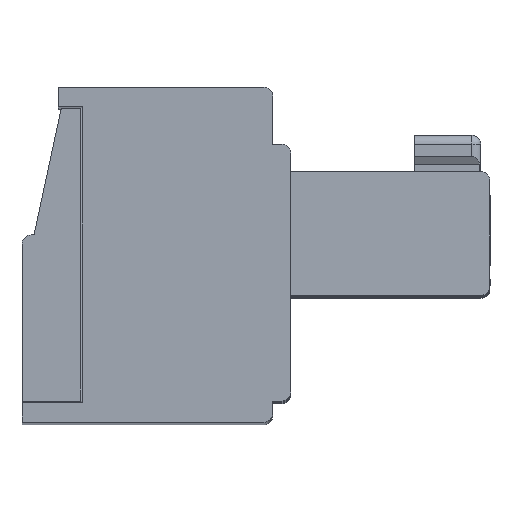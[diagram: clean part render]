
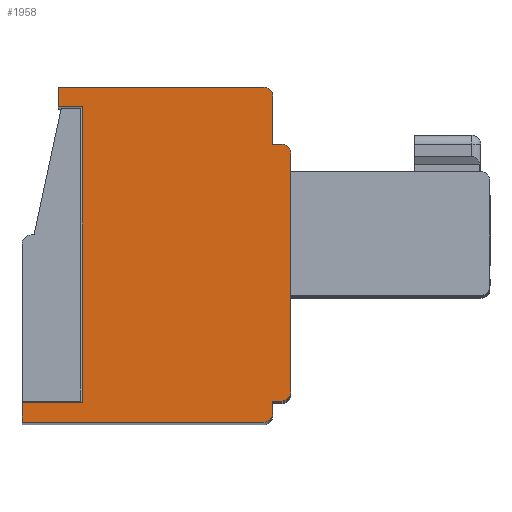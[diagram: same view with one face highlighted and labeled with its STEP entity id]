
A CAD part, top view. The second image highlights one B-rep face of the part: STEP entity #1958.
In plain terms, the highlighted planar face has unit normal (0, 0, 1).
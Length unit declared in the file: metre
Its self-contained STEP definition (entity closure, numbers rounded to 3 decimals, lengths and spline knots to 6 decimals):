
#1958=ADVANCED_FACE('',(#4595),#4596,.F.);
#4595=FACE_OUTER_BOUND('',#7976,.T.);
#4596=PLANE('',#7977);
#7976=EDGE_LOOP('',(#13769,#13770,#13771,#13772,#13773,#13774,#13775,#13776,#13777,#13778,#13779,#13780,#13781,#13782,#13783,#13784));
#7977=AXIS2_PLACEMENT_3D('',#13785,#13786,#13787);
#13769=ORIENTED_EDGE('',*,*,#21608,.T.);
#13770=ORIENTED_EDGE('',*,*,#21609,.T.);
#13771=ORIENTED_EDGE('',*,*,#21519,.T.);
#13772=ORIENTED_EDGE('',*,*,#21610,.T.);
#13773=ORIENTED_EDGE('',*,*,#21611,.T.);
#13774=ORIENTED_EDGE('',*,*,#21612,.F.);
#13775=ORIENTED_EDGE('',*,*,#21613,.T.);
#13776=ORIENTED_EDGE('',*,*,#21614,.T.);
#13777=ORIENTED_EDGE('',*,*,#21515,.T.);
#13778=ORIENTED_EDGE('',*,*,#21615,.T.);
#13779=ORIENTED_EDGE('',*,*,#21616,.T.);
#13780=ORIENTED_EDGE('',*,*,#21617,.T.);
#13781=ORIENTED_EDGE('',*,*,#21618,.T.);
#13782=ORIENTED_EDGE('',*,*,#21619,.F.);
#13783=ORIENTED_EDGE('',*,*,#21620,.T.);
#13784=ORIENTED_EDGE('',*,*,#21621,.T.);
#13785=CARTESIAN_POINT('',(0.013673,0.00851,0.045318));
#13786=DIRECTION('',(0.,0.,-1.0));
#13787=DIRECTION('',(0.0,-1.0,0.));
#21515=EDGE_CURVE('',#26367,#26365,#26368,.T.);
#21519=EDGE_CURVE('',#26375,#26373,#26376,.T.);
#21608=EDGE_CURVE('',#26506,#26507,#26508,.T.);
#21609=EDGE_CURVE('',#26507,#26375,#26509,.T.);
#21610=EDGE_CURVE('',#26373,#26510,#26511,.T.);
#21611=EDGE_CURVE('',#26510,#26512,#26513,.T.);
#21612=EDGE_CURVE('',#26514,#26512,#26515,.T.);
#21613=EDGE_CURVE('',#26514,#26516,#26517,.T.);
#21614=EDGE_CURVE('',#26516,#26367,#26518,.T.);
#21615=EDGE_CURVE('',#26365,#26519,#26520,.T.);
#21616=EDGE_CURVE('',#26519,#26521,#26522,.T.);
#21617=EDGE_CURVE('',#26521,#26523,#26524,.T.);
#21618=EDGE_CURVE('',#26523,#26525,#26526,.T.);
#21619=EDGE_CURVE('',#26527,#26525,#26528,.T.);
#21620=EDGE_CURVE('',#26527,#26529,#26530,.T.);
#21621=EDGE_CURVE('',#26529,#26506,#26531,.T.);
#26365=VERTEX_POINT('',#33460);
#26367=VERTEX_POINT('',#33463);
#26368=LINE('',#33464,#33465);
#26373=VERTEX_POINT('',#33472);
#26375=VERTEX_POINT('',#33475);
#26376=LINE('',#33476,#33477);
#26506=VERTEX_POINT('',#33674);
#26507=VERTEX_POINT('',#33675);
#26508=LINE('',#33676,#33677);
#26509=CIRCLE('',#33678,0.0003);
#26510=VERTEX_POINT('',#33679);
#26511=LINE('',#33680,#33681);
#26512=VERTEX_POINT('',#33682);
#26513=CIRCLE('',#33683,0.0003);
#26514=VERTEX_POINT('',#33684);
#26515=LINE('',#33685,#33686);
#26516=VERTEX_POINT('',#33687);
#26517=CIRCLE('',#33688,0.0003);
#26518=LINE('',#33689,#33690);
#26519=VERTEX_POINT('',#33691);
#26520=CIRCLE('',#33692,0.0003);
#26521=VERTEX_POINT('',#33693);
#26522=LINE('',#33694,#33695);
#26523=VERTEX_POINT('',#33696);
#26524=LINE('',#33697,#33698);
#26525=VERTEX_POINT('',#33699);
#26526=LINE('',#33700,#33701);
#26527=VERTEX_POINT('',#33702);
#26528=LINE('',#33703,#33704);
#26529=VERTEX_POINT('',#33705);
#26530=LINE('',#33706,#33707);
#26531=LINE('',#33708,#33709);
#33460=CARTESIAN_POINT('',(0.006773,0.01131,0.045318));
#33463=CARTESIAN_POINT('',(0.006773,0.00971,0.045318));
#33464=CARTESIAN_POINT('',(0.006773,0.00851,0.045318));
#33465=VECTOR('',#39184,1.0);
#33472=CARTESIAN_POINT('',(0.006773,0.00121,0.045318));
#33475=CARTESIAN_POINT('',(0.006773,0.00081,0.045318));
#33476=CARTESIAN_POINT('',(0.006773,0.00851,0.045318));
#33477=VECTOR('',#39188,1.0);
#33674=CARTESIAN_POINT('',(-0.001527,0.00051,0.045318));
#33675=CARTESIAN_POINT('',(0.006473,0.00051,0.045318));
#33676=CARTESIAN_POINT('',(0.013673,0.00051,0.045318));
#33677=VECTOR('',#39286,1.0);
#33678=AXIS2_PLACEMENT_3D('',#39287,#39288,#39289);
#33679=CARTESIAN_POINT('',(0.007073,0.00121,0.045318));
#33680=CARTESIAN_POINT('',(0.013673,0.00121,0.045318));
#33681=VECTOR('',#39290,1.0);
#33682=CARTESIAN_POINT('',(0.007373,0.00151,0.045318));
#33683=AXIS2_PLACEMENT_3D('',#39291,#39292,#39293);
#33684=CARTESIAN_POINT('',(0.007373,0.00941,0.045318));
#33685=CARTESIAN_POINT('',(0.007373,0.00941,0.045318));
#33686=VECTOR('',#39294,1.0);
#33687=CARTESIAN_POINT('',(0.007073,0.00971,0.045318));
#33688=AXIS2_PLACEMENT_3D('',#39295,#39296,#39297);
#33689=CARTESIAN_POINT('',(0.006773,0.00971,0.045318));
#33690=VECTOR('',#39298,1.0);
#33691=CARTESIAN_POINT('',(0.006473,0.01161,0.045318));
#33692=AXIS2_PLACEMENT_3D('',#39299,#39300,#39301);
#33693=CARTESIAN_POINT('',(-0.000327,0.01161,0.045318));
#33694=CARTESIAN_POINT('',(0.013673,0.01161,0.045318));
#33695=VECTOR('',#39302,1.0);
#33696=CARTESIAN_POINT('',(-0.000327,0.01096,0.045318));
#33697=CARTESIAN_POINT('',(-0.000327,0.00851,0.045318));
#33698=VECTOR('',#39303,1.0);
#33699=CARTESIAN_POINT('',(0.000473,0.01096,0.045318));
#33700=CARTESIAN_POINT('',(0.013673,0.01096,0.045318));
#33701=VECTOR('',#39304,1.0);
#33702=CARTESIAN_POINT('',(0.000473,0.00116,0.045318));
#33703=CARTESIAN_POINT('',(0.000473,0.00116,0.045318));
#33704=VECTOR('',#39305,1.0);
#33705=CARTESIAN_POINT('',(-0.001527,0.00116,0.045318));
#33706=CARTESIAN_POINT('',(0.013673,0.00116,0.045318));
#33707=VECTOR('',#39306,1.0);
#33708=CARTESIAN_POINT('',(-0.001527,0.00851,0.045318));
#33709=VECTOR('',#39307,1.0);
#39184=DIRECTION('',(0.,1.0,0.));
#39188=DIRECTION('',(0.,1.0,0.));
#39286=DIRECTION('',(1.0,0.,0.));
#39287=CARTESIAN_POINT('',(0.006473,0.00081,0.045318));
#39288=DIRECTION('',(0.,0.,1.0));
#39289=DIRECTION('',(-1.0,0.,0.));
#39290=DIRECTION('',(1.0,0.,0.));
#39291=CARTESIAN_POINT('',(0.007073,0.00151,0.045318));
#39292=DIRECTION('',(0.,0.,1.0));
#39293=DIRECTION('',(-1.0,0.,0.));
#39294=DIRECTION('',(0.,-1.0,0.0));
#39295=CARTESIAN_POINT('',(0.007073,0.00941,0.045318));
#39296=DIRECTION('',(0.,0.,1.0));
#39297=DIRECTION('',(-1.0,0.0,0.));
#39298=DIRECTION('',(-1.0,0.,0.));
#39299=CARTESIAN_POINT('',(0.006473,0.01131,0.045318));
#39300=DIRECTION('',(0.,0.,1.0));
#39301=DIRECTION('',(-1.0,0.,0.));
#39302=DIRECTION('',(-1.0,0.,0.));
#39303=DIRECTION('',(0.,-1.0,0.));
#39304=DIRECTION('',(1.0,0.,0.));
#39305=DIRECTION('',(0.,1.0,0.0));
#39306=DIRECTION('',(-1.0,0.,0.));
#39307=DIRECTION('',(0.,-1.0,0.));
